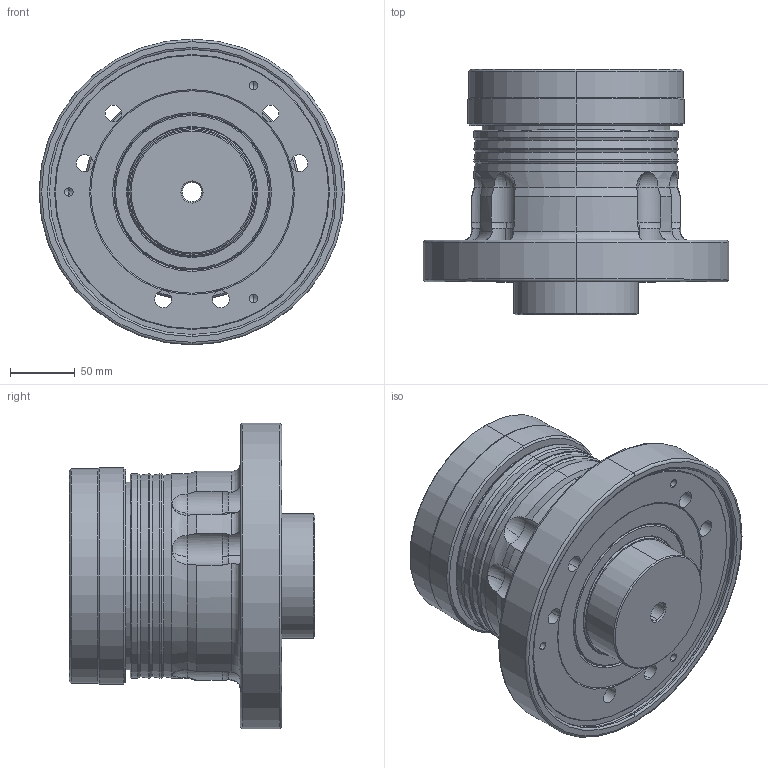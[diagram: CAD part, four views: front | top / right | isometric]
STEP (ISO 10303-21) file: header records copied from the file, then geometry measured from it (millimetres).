
FILE_DESCRIPTION (( 'STEP AP214' ), '1' );
FILE_NAME ('CPC-80Z220.STEP', '2022-10-21T01:49:06', ( 'Microsoft' ), ( 'Microsoft' ), 'SwSTEP 2.0', 'SolidWorks 2016', '' );
FILE_SCHEMA (( 'AUTOMOTIVE_DESIGN' ));
Length unit declared in the file: millimetre
Products named in the file (1): CPC-80Z220
Bounding box: 236 x 189.5 x 236 mm (x, y, z)
Volume: 3054382.3 mm3; surface area: 272216.6 mm2
Topology: 1 solids, 1 shells, 248 faces, 583 edges, 341 vertices
Faces by surface type: cylinder 91, cone 79, torus 53, plane 25
Entity records: 8855 total; most frequent: CARTESIAN_POINT 1863, DIRECTION 1372, ORIENTED_EDGE 1146, AXIS2_PLACEMENT_3D 598, EDGE_CURVE 573, CIRCLE 349, VERTEX_POINT 341, EDGE_LOOP 284
